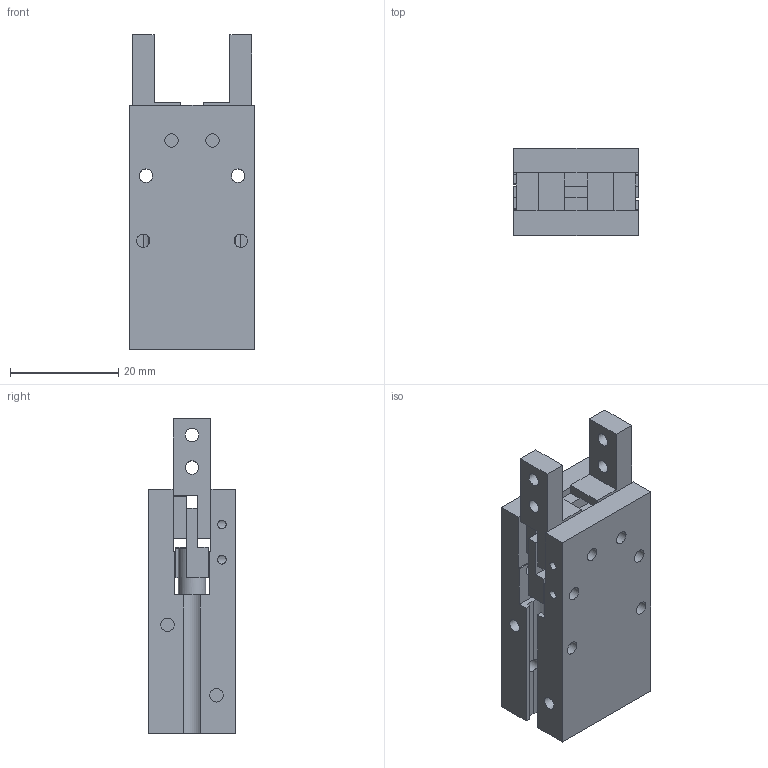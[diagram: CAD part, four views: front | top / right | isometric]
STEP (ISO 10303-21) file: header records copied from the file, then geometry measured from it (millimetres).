
FILE_DESCRIPTION((''),'2;1');
FILE_NAME('ACHP10.STEP','2012-11-27T04:08:14',('Administrator'),(''),'CADlook_v9.0','Cimatron E 8.0','');
FILE_SCHEMA(('AUTOMOTIVE_DESIGN { 1 2 10303 214 0 1 1 1 }'));
Length unit declared in the file: millimetre
Bounding box: 23 x 16 x 58 mm (x, y, z)
Volume: 14264.6 mm3; surface area: 8650.3 mm2
Topology: 3 solids, 3 shells, 124 faces, 402 edges, 288 vertices
Faces by surface type: plane 82, cylinder 42
Full cylindrical faces by diameter (mm): 1.6 x4, 2.5 x24, 3 x1, 5 x1, 11 x1, 12 x1
Entity records: 5683 total; most frequent: CARTESIAN_POINT 1007, DIRECTION 744, ORIENTED_EDGE 736, EDGE_CURVE 368, VERTEX_POINT 288, AXIS2_PLACEMENT_3D 269, VECTOR 206, LINE 206
